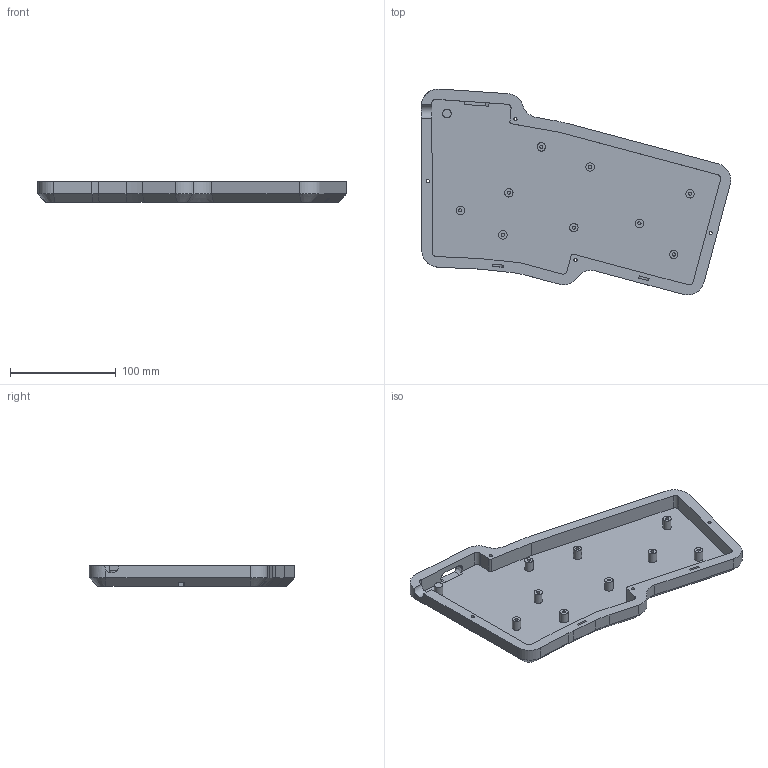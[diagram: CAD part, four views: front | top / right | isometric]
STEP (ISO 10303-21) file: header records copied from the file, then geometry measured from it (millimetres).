
FILE_DESCRIPTION(/* description */ (''),/* implementation_level */ '2;1');
FILE_NAME(/* name */ 'right_bottom.step',/* time_stamp */ '2025-07-31T23:00:29+02:00',/* author */ (''),/* organization */ (''),/* preprocessor_version */ 'ST-DEVELOPER v20',/* originating_system */ 'Autodesk Translation Framework v13.20.0.188',/* authorisation */ '');
FILE_SCHEMA (('AUTOMOTIVE_DESIGN { 1 0 10303 214 3 1 1 }'));
Length unit declared in the file: millimetre
Products named in the file (2): the_multiboard; the_multiboard_1
Assembly tree (1 placements, depth 2):
  the_multiboard
    the_multiboard_1
Bounding box: 293.01 x 195.02 x 19.5 mm (x, y, z)
Volume: 303432.7 mm3; surface area: 111414.6 mm2
Topology: 1 solids, 1 shells, 134 faces, 307 edges, 196 vertices
Faces by surface type: plane 66, cylinder 53, cone 11, bspline 4
Full cylindrical faces by diameter (mm): 3 x13, 6 x2, 8 x10
Entity records: 3968 total; most frequent: CARTESIAN_POINT 765, DIRECTION 677, ORIENTED_EDGE 614, EDGE_CURVE 307, AXIS2_PLACEMENT_3D 250, VERTEX_POINT 196, LINE 177, VECTOR 177
